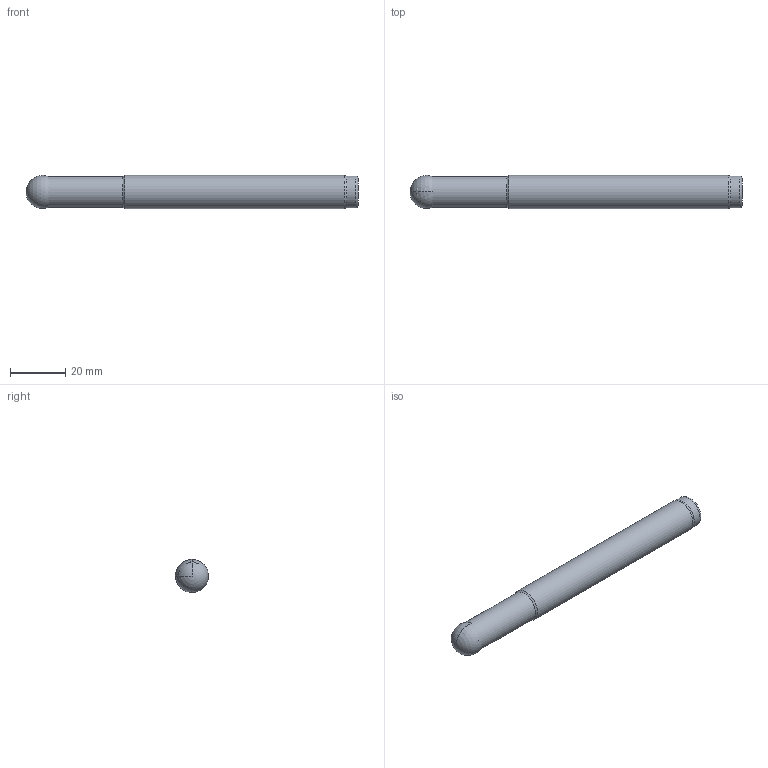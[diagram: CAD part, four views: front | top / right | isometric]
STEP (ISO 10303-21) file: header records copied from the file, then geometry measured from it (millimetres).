
FILE_DESCRIPTION(/* description */ (''),/* implementation_level */ '2;1');
FILE_NAME(/* name */ 'APMR-RO12-D12-C12-L120.stp',/* time_stamp */ '2023-10-02T09:41:53+03:00',/* author */ (''),/* organization */ (''),/* preprocessor_version */ 'ST-DEVELOPER v19.4',/* originating_system */ 'SIEMENS PLM Software NX2306.5001',/* authorisation */ '');
FILE_SCHEMA (('AUTOMOTIVE_DESIGN { 1 0 10303 214 3 1 1 1 }'));
Length unit declared in the file: millimetre
Products named in the file (1): APMR-RO12-D12-C12-L120-LIGHT_x_t_objects
Bounding box: 120 x 12 x 12 mm (x, y, z)
Volume: 13689.1 mm3; surface area: 4959.4 mm2
Topology: 2 solids, 2 shells, 10 faces, 22 edges, 11 vertices
Faces by surface type: sphere 3, cylinder 3, cone 2, plane 1, torus 1
Full cylindrical faces by diameter (mm): 11.2 x1, 11.5 x1, 12 x1
Entity records: 232 total; most frequent: DIRECTION 40, CARTESIAN_POINT 29, AXIS2_PLACEMENT_3D 20, ORIENTED_EDGE 18, EDGE_LOOP 16, FACE_BOUND 12, ADVANCED_FACE 10, VERTEX_POINT 9
